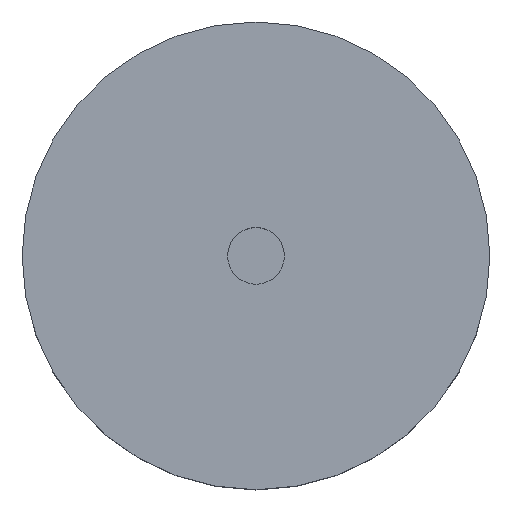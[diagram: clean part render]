
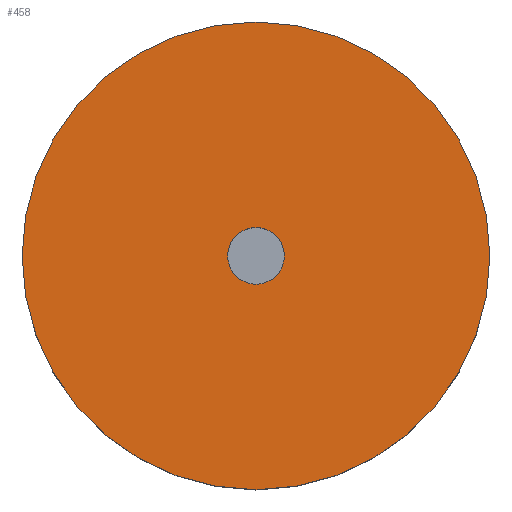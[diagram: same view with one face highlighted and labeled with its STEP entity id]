
A CAD part, top view. The second image highlights one B-rep face of the part: STEP entity #458.
In plain terms, the highlighted planar face has unit normal (0, 0, 1).
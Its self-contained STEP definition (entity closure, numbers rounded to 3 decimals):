
#2 = EDGE_CURVE ( 'NONE', #109, #406, #200, .T. ) ;
#24 = AXIS2_PLACEMENT_3D ( 'NONE', #506, #68, #375 ) ;
#54 = EDGE_CURVE ( 'NONE', #431, #799, #507, .T. ) ;
#68 = DIRECTION ( 'NONE',  ( 0., 0., 1. ) ) ;
#69 = CARTESIAN_POINT ( 'NONE',  ( 0., 0., 5. ) ) ;
#73 = FACE_OUTER_BOUND ( 'NONE', #256, .T. ) ;
#79 = DIRECTION ( 'NONE',  ( 0., 0., 1. ) ) ;
#109 = VERTEX_POINT ( 'NONE', #750 ) ;
#152 = ORIENTED_EDGE ( 'NONE', *, *, #54, .T. ) ;
#158 = AXIS2_PLACEMENT_3D ( 'NONE', #643, #79, #575 ) ;
#161 = AXIS2_PLACEMENT_3D ( 'NONE', #695, #561, #372 ) ;
#172 = CARTESIAN_POINT ( 'NONE',  ( -1., 0., 5. ) ) ;
#198 = ORIENTED_EDGE ( 'NONE', *, *, #209, .F. ) ;
#200 = CIRCLE ( 'NONE', #158, 1. ) ;
#209 = EDGE_CURVE ( 'NONE', #406, #109, #691, .T. ) ;
#234 = DIRECTION ( 'NONE',  ( 0., 0., 1. ) ) ;
#250 = EDGE_LOOP ( 'NONE', ( #439, #198 ) ) ;
#256 = EDGE_LOOP ( 'NONE', ( #152, #314 ) ) ;
#275 = CIRCLE ( 'NONE', #24, 8.25 ) ;
#301 = CARTESIAN_POINT ( 'NONE',  ( -8.25, 0., 5. ) ) ;
#307 = DIRECTION ( 'NONE',  ( 1., 0., 0. ) ) ;
#314 = ORIENTED_EDGE ( 'NONE', *, *, #428, .T. ) ;
#372 = DIRECTION ( 'NONE',  ( 1., 0., 0. ) ) ;
#375 = DIRECTION ( 'NONE',  ( 1., 0., 0. ) ) ;
#380 = PLANE ( 'NONE',  #161 ) ;
#406 = VERTEX_POINT ( 'NONE', #172 ) ;
#428 = EDGE_CURVE ( 'NONE', #799, #431, #275, .T. ) ;
#431 = VERTEX_POINT ( 'NONE', #301 ) ;
#439 = ORIENTED_EDGE ( 'NONE', *, *, #2, .F. ) ;
#458 = ADVANCED_FACE ( 'NONE', ( #528, #73 ), #380, .T. ) ;
#506 = CARTESIAN_POINT ( 'NONE',  ( 0., 0., 5. ) ) ;
#507 = CIRCLE ( 'NONE', #707, 8.25 ) ;
#528 = FACE_BOUND ( 'NONE', #250, .T. ) ;
#561 = DIRECTION ( 'NONE',  ( 0., 0., 1. ) ) ;
#563 = DIRECTION ( 'NONE',  ( 1., 0., 0. ) ) ;
#575 = DIRECTION ( 'NONE',  ( 1., 0., 0. ) ) ;
#620 = CARTESIAN_POINT ( 'NONE',  ( 0., 0., 5. ) ) ;
#643 = CARTESIAN_POINT ( 'NONE',  ( 0., 0., 5. ) ) ;
#691 = CIRCLE ( 'NONE', #802, 1. ) ;
#695 = CARTESIAN_POINT ( 'NONE',  ( 0., 0., 5. ) ) ;
#699 = DIRECTION ( 'NONE',  ( 0., 0., 1. ) ) ;
#707 = AXIS2_PLACEMENT_3D ( 'NONE', #69, #699, #563 ) ;
#750 = CARTESIAN_POINT ( 'NONE',  ( 1., 0., 5. ) ) ;
#798 = CARTESIAN_POINT ( 'NONE',  ( 8.25, 0., 5. ) ) ;
#799 = VERTEX_POINT ( 'NONE', #798 ) ;
#802 = AXIS2_PLACEMENT_3D ( 'NONE', #620, #234, #307 ) ;
